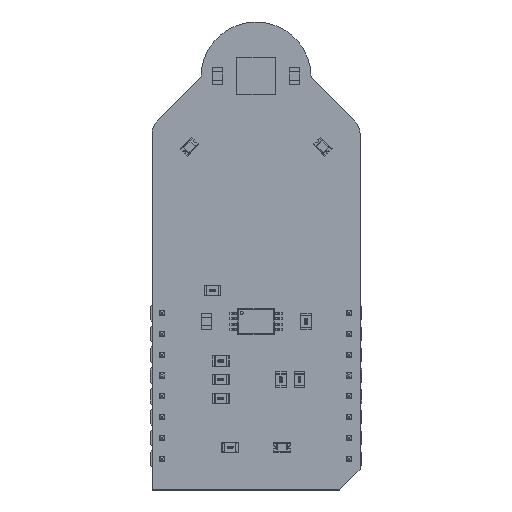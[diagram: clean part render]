
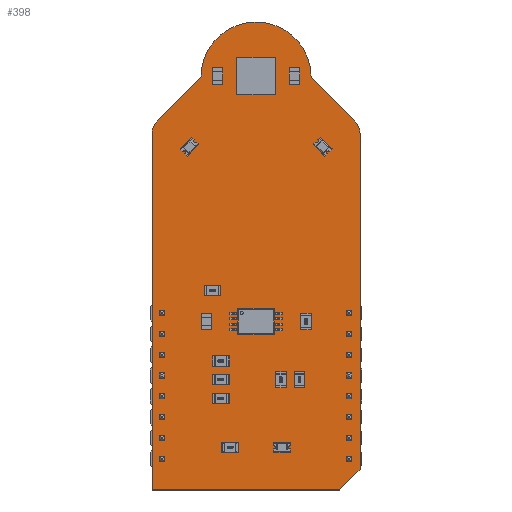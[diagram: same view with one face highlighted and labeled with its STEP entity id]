
A CAD part, top view. The second image highlights one B-rep face of the part: STEP entity #398.
In plain terms, the highlighted planar face has unit normal (0, 0, 1).
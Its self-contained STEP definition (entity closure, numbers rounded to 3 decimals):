
#103 = VERTEX_POINT('',#104);
#104 = CARTESIAN_POINT('',(-1.27,-3.81,0.));
#110 = EDGE_CURVE('',#103,#111,#113,.T.);
#111 = VERTEX_POINT('',#112);
#112 = CARTESIAN_POINT('',(-1.27,39.326,0.));
#113 = LINE('',#114,#115);
#114 = CARTESIAN_POINT('',(-1.27,-3.81,0.));
#115 = VECTOR('',#116,1.);
#116 = DIRECTION('',(0.,1.,0.));
#141 = EDGE_CURVE('',#111,#142,#144,.T.);
#142 = VERTEX_POINT('',#143);
#143 = CARTESIAN_POINT('',(-0.635,41.275,0.));
#144 = CIRCLE('',#145,2.632);
#145 = AXIS2_PLACEMENT_3D('',#146,#147,#148);
#146 = CARTESIAN_POINT('',(1.352,39.55,0.));
#147 = DIRECTION('',(0.,0.,-1.));
#148 = DIRECTION('',(-0.996,-0.085,0.));
#174 = EDGE_CURVE('',#142,#175,#177,.T.);
#175 = VERTEX_POINT('',#176);
#176 = CARTESIAN_POINT('',(4.699,46.609,0.));
#177 = LINE('',#178,#179);
#178 = CARTESIAN_POINT('',(-0.635,41.275,0.));
#179 = VECTOR('',#180,1.);
#180 = DIRECTION('',(0.707,0.707,0.));
#205 = EDGE_CURVE('',#175,#206,#208,.T.);
#206 = VERTEX_POINT('',#207);
#207 = CARTESIAN_POINT('',(18.161,46.605,0.));
#208 = CIRCLE('',#209,6.731);
#209 = AXIS2_PLACEMENT_3D('',#210,#211,#212);
#210 = CARTESIAN_POINT('',(11.43,46.609,0.));
#211 = DIRECTION('',(0.,0.,-1.));
#212 = DIRECTION('',(-1.,0.,0.));
#238 = EDGE_CURVE('',#206,#239,#241,.T.);
#239 = VERTEX_POINT('',#240);
#240 = CARTESIAN_POINT('',(23.495,41.271,0.));
#241 = LINE('',#242,#243);
#242 = CARTESIAN_POINT('',(18.161,46.605,0.));
#243 = VECTOR('',#244,1.);
#244 = DIRECTION('',(0.707,-0.707,0.));
#269 = EDGE_CURVE('',#239,#270,#272,.T.);
#270 = VERTEX_POINT('',#271);
#271 = CARTESIAN_POINT('',(24.13,39.323,0.));
#272 = CIRCLE('',#273,2.631);
#273 = AXIS2_PLACEMENT_3D('',#274,#275,#276);
#274 = CARTESIAN_POINT('',(21.508,39.546,0.));
#275 = DIRECTION('',(0.,0.,-1.));
#276 = DIRECTION('',(0.755,0.656,0.));
#302 = EDGE_CURVE('',#270,#303,#305,.T.);
#303 = VERTEX_POINT('',#304);
#304 = CARTESIAN_POINT('',(24.13,-1.27,0.));
#305 = LINE('',#306,#307);
#306 = CARTESIAN_POINT('',(24.13,39.323,0.));
#307 = VECTOR('',#308,1.);
#308 = DIRECTION('',(0.,-1.,0.));
#333 = EDGE_CURVE('',#303,#334,#336,.T.);
#334 = VERTEX_POINT('',#335);
#335 = CARTESIAN_POINT('',(21.59,-3.81,0.));
#336 = LINE('',#337,#338);
#337 = CARTESIAN_POINT('',(24.13,-1.27,0.));
#338 = VECTOR('',#339,1.);
#339 = DIRECTION('',(-0.707,-0.707,0.));
#364 = EDGE_CURVE('',#334,#103,#365,.T.);
#365 = LINE('',#366,#367);
#366 = CARTESIAN_POINT('',(21.59,-3.81,0.));
#367 = VECTOR('',#368,1.);
#368 = DIRECTION('',(-1.,0.,0.));
#398 = ADVANCED_FACE('',(#399),#410,.T.);
#399 = FACE_BOUND('',#400,.F.);
#400 = EDGE_LOOP('',(#401,#402,#403,#404,#405,#406,#407,#408,#409));
#401 = ORIENTED_EDGE('',*,*,#110,.T.);
#402 = ORIENTED_EDGE('',*,*,#141,.T.);
#403 = ORIENTED_EDGE('',*,*,#174,.T.);
#404 = ORIENTED_EDGE('',*,*,#205,.T.);
#405 = ORIENTED_EDGE('',*,*,#238,.T.);
#406 = ORIENTED_EDGE('',*,*,#269,.T.);
#407 = ORIENTED_EDGE('',*,*,#302,.T.);
#408 = ORIENTED_EDGE('',*,*,#333,.T.);
#409 = ORIENTED_EDGE('',*,*,#364,.T.);
#410 = PLANE('',#411);
#411 = AXIS2_PLACEMENT_3D('',#412,#413,#414);
#412 = CARTESIAN_POINT('',(-1.27,-3.81,0.));
#413 = DIRECTION('',(0.,0.,1.));
#414 = DIRECTION('',(1.,0.,0.));
